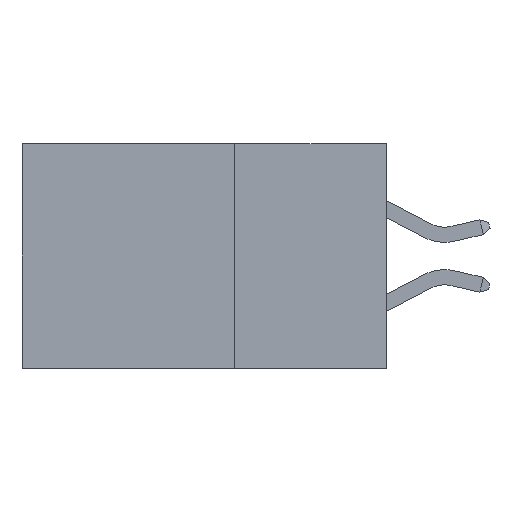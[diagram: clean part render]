
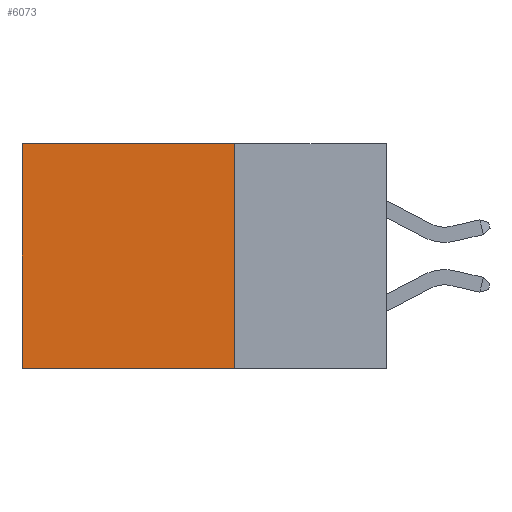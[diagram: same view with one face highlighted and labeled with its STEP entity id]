
A CAD part, left-side view. The second image highlights one B-rep face of the part: STEP entity #6073.
In plain terms, the highlighted planar face has unit normal (-1, 0, 0).
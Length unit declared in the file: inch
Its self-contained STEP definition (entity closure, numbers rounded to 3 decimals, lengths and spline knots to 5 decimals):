
#659 = LINE ( 'NONE', #5923, #14148 ) ;
#2135 = FACE_OUTER_BOUND ( 'NONE', #5624, .T. ) ;
#2196 = VERTEX_POINT ( 'NONE', #9834 ) ;
#2343 = ORIENTED_EDGE ( 'NONE', *, *, #5428, .F. ) ;
#2986 = VECTOR ( 'NONE', #7985, 39.37008 ) ;
#3670 = LINE ( 'NONE', #7708, #16992 ) ;
#3768 = ORIENTED_EDGE ( 'NONE', *, *, #10918, .T. ) ;
#4180 = DIRECTION ( 'NONE',  ( 0., 0., -1. ) ) ;
#4189 = DIRECTION ( 'NONE',  ( 0., 1., 0. ) ) ;
#5428 = EDGE_CURVE ( 'NONE', #16862, #2196, #3670, .T. ) ;
#5623 = DIRECTION ( 'NONE',  ( 0., 0., -1. ) ) ;
#5624 = EDGE_LOOP ( 'NONE', ( #6899, #9533, #2343, #3768 ) ) ;
#5716 = CARTESIAN_POINT ( 'NONE',  ( 0.298, 0.25, 0. ) ) ;
#5923 = CARTESIAN_POINT ( 'NONE',  ( 0.298, 0.6, 0. ) ) ;
#6073 = ADVANCED_FACE ( 'NONE', ( #2135 ), #14928, .F. ) ;
#6206 = EDGE_CURVE ( 'NONE', #8001, #14927, #659, .T. ) ;
#6630 = CARTESIAN_POINT ( 'NONE',  ( 0.298, 0.25, -0.37 ) ) ;
#6899 = ORIENTED_EDGE ( 'NONE', *, *, #6206, .T. ) ;
#7708 = CARTESIAN_POINT ( 'NONE',  ( 0.298, 0.25, 0. ) ) ;
#7985 = DIRECTION ( 'NONE',  ( 0., 1., 0. ) ) ;
#8001 = VERTEX_POINT ( 'NONE', #14437 ) ;
#8003 = CARTESIAN_POINT ( 'NONE',  ( 0.298, 0.6, -0.37 ) ) ;
#8894 = LINE ( 'NONE', #13513, #15558 ) ;
#9533 = ORIENTED_EDGE ( 'NONE', *, *, #10812, .F. ) ;
#9834 = CARTESIAN_POINT ( 'NONE',  ( 0.298, 0.25, -0.37 ) ) ;
#10139 = LINE ( 'NONE', #6630, #2986 ) ;
#10354 = AXIS2_PLACEMENT_3D ( 'NONE', #14940, #14839, #14822 ) ;
#10812 = EDGE_CURVE ( 'NONE', #2196, #14927, #10139, .T. ) ;
#10918 = EDGE_CURVE ( 'NONE', #16862, #8001, #8894, .T. ) ;
#13513 = CARTESIAN_POINT ( 'NONE',  ( 0.298, 0.25, 0. ) ) ;
#14148 = VECTOR ( 'NONE', #5623, 39.37008 ) ;
#14437 = CARTESIAN_POINT ( 'NONE',  ( 0.298, 0.6, 0. ) ) ;
#14822 = DIRECTION ( 'NONE',  ( 0., 0., -1. ) ) ;
#14839 = DIRECTION ( 'NONE',  ( 1., 0., 0. ) ) ;
#14927 = VERTEX_POINT ( 'NONE', #8003 ) ;
#14928 = PLANE ( 'NONE',  #10354 ) ;
#14940 = CARTESIAN_POINT ( 'NONE',  ( 0.298, 0.25, 0. ) ) ;
#15558 = VECTOR ( 'NONE', #4189, 39.37008 ) ;
#16862 = VERTEX_POINT ( 'NONE', #5716 ) ;
#16992 = VECTOR ( 'NONE', #4180, 39.37008 ) ;
